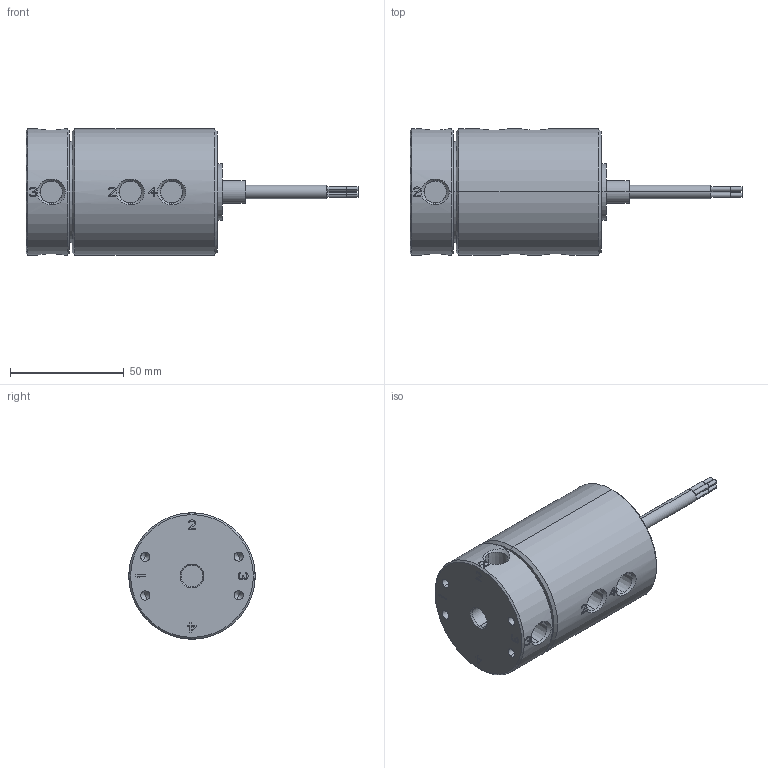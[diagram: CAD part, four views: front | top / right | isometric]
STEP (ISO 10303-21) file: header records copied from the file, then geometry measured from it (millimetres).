
FILE_DESCRIPTION((''),'2;1');
FILE_NAME('ILCP3244201ES12A','2023-02-18T07:56:21',('Jweaver'),(''),'CREO PARAMETRIC BY PTC INC, 2021164','CREO PARAMETRIC BY PTC INC, 2021164','');
FILE_SCHEMA(('AUTOMOTIVE_DESIGN { 1 0 10303 214 1 1 1 1 }'));
Length unit declared in the file: inch
Products named in the file (1): ILCP3244201ES12A
Bounding box: 146.05 x 55.55 x 55.55 mm (x, y, z)
Volume: 188450.8 mm3; surface area: 29831.5 mm2
Topology: 1 solids, 1 shells, 494 faces, 1304 edges, 840 vertices
Faces by surface type: plane 358, cylinder 72, cone 62, torus 2
Entity records: 15670 total; most frequent: CARTESIAN_POINT 3189, ORIENTED_EDGE 2576, DIRECTION 2384, EDGE_CURVE 1288, VECTOR 939, LINE 939, VERTEX_POINT 840, AXIS2_PLACEMENT_3D 721
